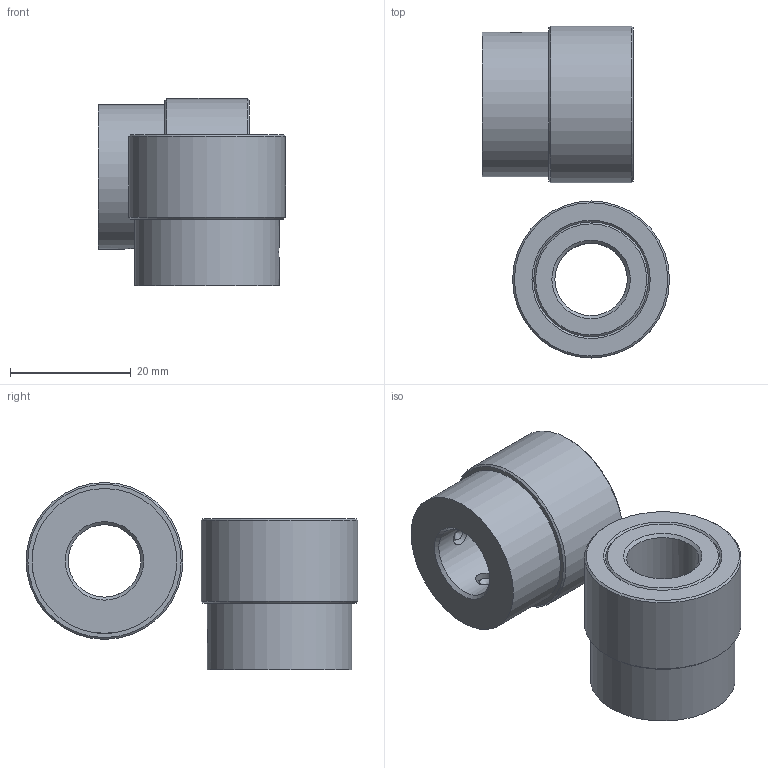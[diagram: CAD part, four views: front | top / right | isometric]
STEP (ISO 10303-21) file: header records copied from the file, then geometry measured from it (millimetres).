
FILE_DESCRIPTION( ( 'STEP AP203' ), '1' );
FILE_NAME( ' ', ' ', ( ' ' ), ( ' ' ), 'PSStep 10.0', ' ', ' ' );
FILE_SCHEMA( ( 'CONFIG_CONTROL_DESIGN' ) );
Length unit declared in the file: millimetre
Products named in the file (9): 1; 2; 3; 4; 5; 6; Assem1; 7; 8
Bounding box: 31 x 55 x 31 mm (x, y, z)
Volume: 19202.3 mm3; surface area: 12047.8 mm2
Topology: 10 solids, 10 shells, 104 faces, 246 edges, 154 vertices
Faces by surface type: plane 52, cone 32, cylinder 20
Full cylindrical faces by diameter (mm): 3.3 x4, 4 x6, 12 x2, 19 x4, 24 x2, 26 x2
Entity records: 2838 total; most frequent: CARTESIAN_POINT 867, DIRECTION 322, ORIENTED_EDGE 252, EDGE_LOOP 140, AXIS2_PLACEMENT_3D 137, EDGE_CURVE 126, VERTEX_POINT 106, FACE_OUTER_BOUND 100
